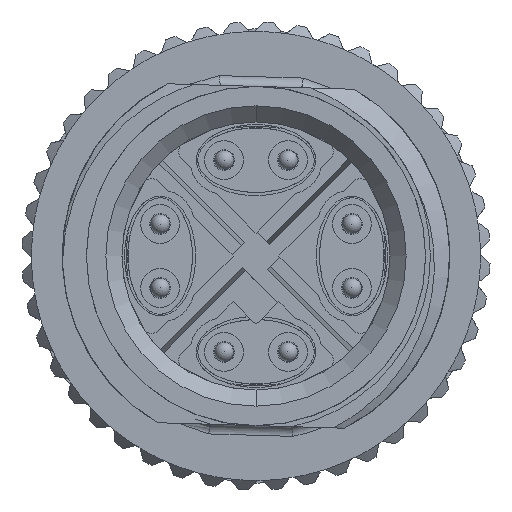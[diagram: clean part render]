
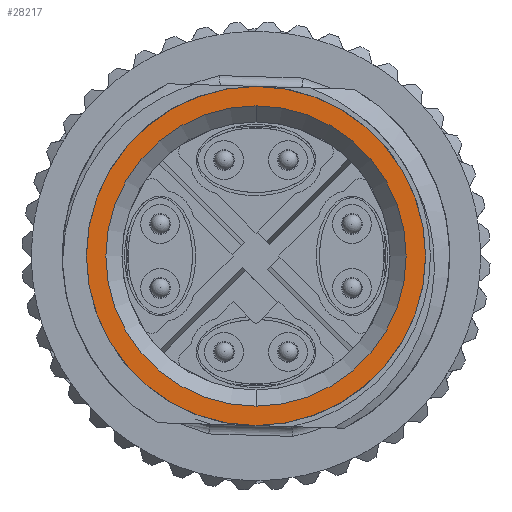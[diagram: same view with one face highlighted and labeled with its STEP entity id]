
A CAD part, left-side view. The second image highlights one B-rep face of the part: STEP entity #28217.
In plain terms, the highlighted planar face has unit normal (-1, 0, 0).
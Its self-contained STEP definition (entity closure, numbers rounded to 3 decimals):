
#2075 = DIRECTION ( 'NONE',  ( -1., 0., 0. ) ) ;
#3466 = DIRECTION ( 'NONE',  ( 0., 0., 1. ) ) ;
#4324 = ORIENTED_EDGE ( 'NONE', *, *, #9065, .F. ) ;
#6239 = VERTEX_POINT ( 'NONE', #30330 ) ;
#7278 = CARTESIAN_POINT ( 'NONE',  ( -68.454, -10.156, 83.15 ) ) ;
#9065 = EDGE_CURVE ( 'NONE', #13602, #48057, #41347, .T. ) ;
#11610 = CIRCLE ( 'NONE', #44821, 5.25 ) ;
#11666 = DIRECTION ( 'NONE',  ( 1., 0., 0. ) ) ;
#13602 = VERTEX_POINT ( 'NONE', #7278 ) ;
#14024 = ORIENTED_EDGE ( 'NONE', *, *, #21553, .F. ) ;
#15062 = VERTEX_POINT ( 'NONE', #23723 ) ;
#15722 = ORIENTED_EDGE ( 'NONE', *, *, #40006, .F. ) ;
#18370 = EDGE_LOOP ( 'NONE', ( #4324, #15722 ) ) ;
#20848 = FACE_BOUND ( 'NONE', #18370, .T. ) ;
#21553 = EDGE_CURVE ( 'NONE', #6239, #15062, #40877, .T. ) ;
#21662 = CARTESIAN_POINT ( 'NONE',  ( -68.454, -13.09, 75.566 ) ) ;
#21824 = PLANE ( 'NONE',  #31895 ) ;
#22696 = ORIENTED_EDGE ( 'NONE', *, *, #31230, .F. ) ;
#23723 = CARTESIAN_POINT ( 'NONE',  ( -68.454, -10.156, 83.75 ) ) ;
#25312 = CARTESIAN_POINT ( 'NONE',  ( -68.454, -10.156, 78.5 ) ) ;
#25613 = DIRECTION ( 'NONE',  ( 0., 1., 0. ) ) ;
#26186 = CARTESIAN_POINT ( 'NONE',  ( -68.454, -10.156, 73.85 ) ) ;
#26559 = DIRECTION ( 'NONE',  ( -1., 0., 0. ) ) ;
#26656 = DIRECTION ( 'NONE',  ( 1., 0., 0. ) ) ;
#28217 = ADVANCED_FACE ( 'NONE', ( #20848, #29783 ), #21824, .F. ) ;
#29153 = DIRECTION ( 'NONE',  ( 0., 0., 1. ) ) ;
#29783 = FACE_OUTER_BOUND ( 'NONE', #45814, .T. ) ;
#30330 = CARTESIAN_POINT ( 'NONE',  ( -68.454, -10.156, 73.25 ) ) ;
#31230 = EDGE_CURVE ( 'NONE', #15062, #6239, #11610, .T. ) ;
#31895 = AXIS2_PLACEMENT_3D ( 'NONE', #21662, #48571, #25613 ) ;
#34675 = CARTESIAN_POINT ( 'NONE',  ( -68.454, -10.156, 78.5 ) ) ;
#38494 = DIRECTION ( 'NONE',  ( 0., 0., 1. ) ) ;
#38959 = DIRECTION ( 'NONE',  ( 0., 0., 1. ) ) ;
#39816 = AXIS2_PLACEMENT_3D ( 'NONE', #49516, #26559, #38959 ) ;
#40006 = EDGE_CURVE ( 'NONE', #48057, #13602, #47294, .T. ) ;
#40877 = CIRCLE ( 'NONE', #42249, 5.25 ) ;
#41347 = CIRCLE ( 'NONE', #39816, 4.65 ) ;
#41591 = AXIS2_PLACEMENT_3D ( 'NONE', #25312, #2075, #29153 ) ;
#42249 = AXIS2_PLACEMENT_3D ( 'NONE', #49614, #26656, #3466 ) ;
#44821 = AXIS2_PLACEMENT_3D ( 'NONE', #34675, #11666, #38494 ) ;
#45814 = EDGE_LOOP ( 'NONE', ( #14024, #22696 ) ) ;
#47294 = CIRCLE ( 'NONE', #41591, 4.65 ) ;
#48057 = VERTEX_POINT ( 'NONE', #26186 ) ;
#48571 = DIRECTION ( 'NONE',  ( 1., 0., 0. ) ) ;
#49516 = CARTESIAN_POINT ( 'NONE',  ( -68.454, -10.156, 78.5 ) ) ;
#49614 = CARTESIAN_POINT ( 'NONE',  ( -68.454, -10.156, 78.5 ) ) ;
